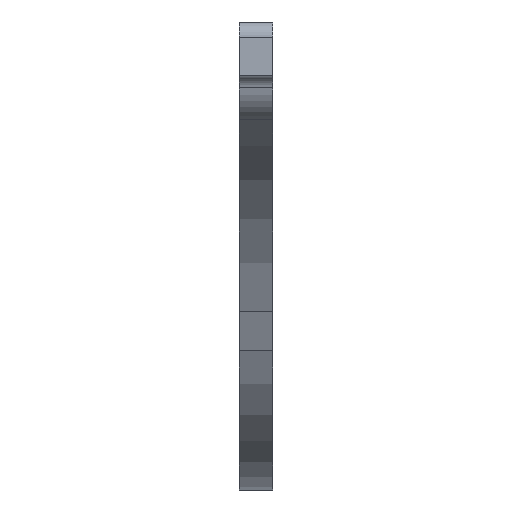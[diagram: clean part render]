
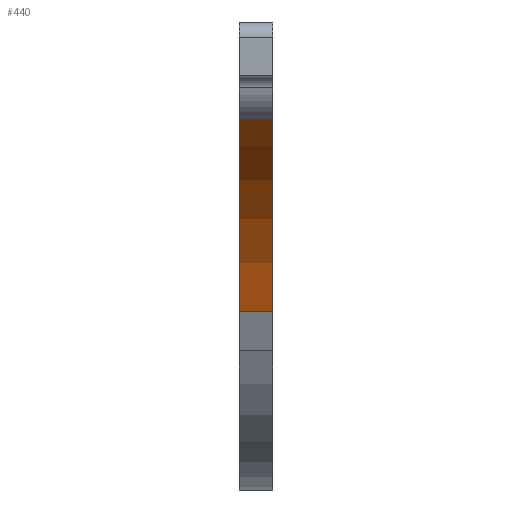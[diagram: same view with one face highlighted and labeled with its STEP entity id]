
A CAD part, left-side view. The second image highlights one B-rep face of the part: STEP entity #440.
In plain terms, the highlighted cylindrical face has radius 23 mm (diameter 46 mm), a partial arc.
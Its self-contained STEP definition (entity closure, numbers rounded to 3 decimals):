
#440=ADVANCED_FACE('',(#912),#914,.F.);
#912=FACE_BOUND('',#913,.T.);
#913=EDGE_LOOP('',(#1217,#1218,#1219,#1220));
#914=CYLINDRICAL_SURFACE('',#915,23.);
#915=AXIS2_PLACEMENT_3D('',#916,#917,#918);
#916=CARTESIAN_POINT('',(-84.473,0.,-0.453));
#917=DIRECTION('',(-0.,-1.,0.));
#918=DIRECTION('',(0.934,0.,0.357));
#1217=ORIENTED_EDGE('',*,*,#1539,.T.);
#1218=ORIENTED_EDGE('',*,*,#1540,.T.);
#1219=ORIENTED_EDGE('',*,*,#1541,.F.);
#1220=ORIENTED_EDGE('',*,*,#1537,.F.);
#1537=EDGE_CURVE('',#1810,#1812,#1813,.T.);
#1539=EDGE_CURVE('',#1810,#1815,#1816,.T.);
#1540=EDGE_CURVE('',#1815,#1817,#1818,.T.);
#1541=EDGE_CURVE('',#1812,#1817,#1819,.T.);
#1810=VERTEX_POINT('',#2410);
#1812=VERTEX_POINT('',#2414);
#1813=LINE('',#2415,#2416);
#1815=VERTEX_POINT('',#2421);
#1816=CIRCLE('',#2422,23.);
#1817=VERTEX_POINT('',#2426);
#1818=LINE('',#2427,#2428);
#1819=CIRCLE('',#2430,23.);
#2410=CARTESIAN_POINT('',(-62.985,0.,7.75));
#2414=CARTESIAN_POINT('',(-62.985,2.2,7.75));
#2415=CARTESIAN_POINT('',(-62.985,0.,7.75));
#2416=VECTOR('',#2417,1.);
#2417=DIRECTION('',(0.,1.,0.));
#2421=CARTESIAN_POINT('',(-74.43,0.,20.238));
#2422=AXIS2_PLACEMENT_3D('',#2423,#2424,#2425);
#2423=CARTESIAN_POINT('',(-84.473,0.,-0.453));
#2424=DIRECTION('',(0.,-1.,0.));
#2425=DIRECTION('',(0.934,0.,0.357));
#2426=CARTESIAN_POINT('',(-74.43,2.2,20.238));
#2427=CARTESIAN_POINT('',(-74.43,0.,20.238));
#2428=VECTOR('',#2429,1.);
#2429=DIRECTION('',(0.,1.,0.));
#2430=AXIS2_PLACEMENT_3D('',#2431,#2432,#2433);
#2431=CARTESIAN_POINT('',(-84.473,2.2,-0.453));
#2432=DIRECTION('',(0.,-1.,0.));
#2433=DIRECTION('',(0.934,0.,0.357));
